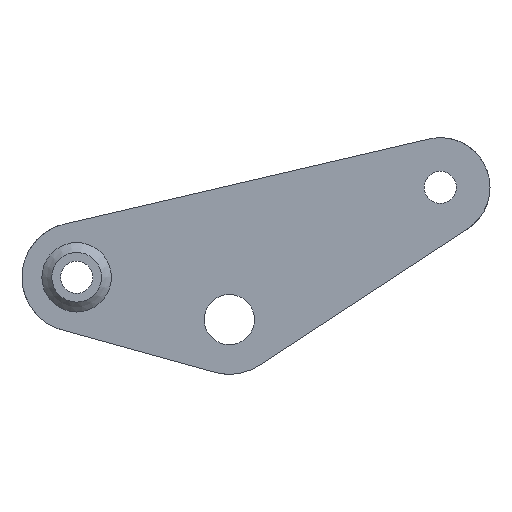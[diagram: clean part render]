
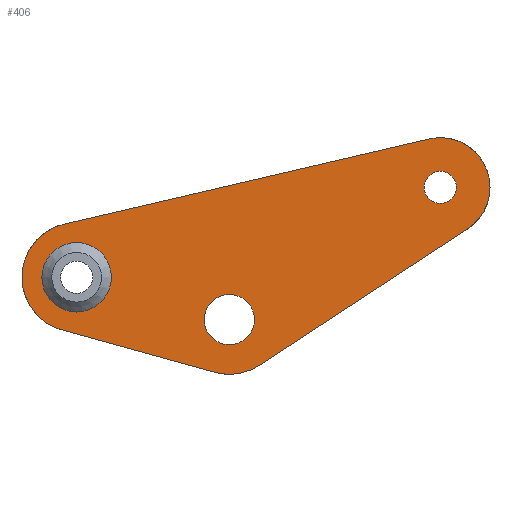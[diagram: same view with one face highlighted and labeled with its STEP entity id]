
A CAD part, left-side view. The second image highlights one B-rep face of the part: STEP entity #406.
In plain terms, the highlighted planar face has unit normal (-1, 0, 0).
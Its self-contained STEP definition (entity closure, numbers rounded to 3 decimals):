
#25=FACE_BOUND('',#97,.T.);
#26=FACE_BOUND('',#98,.T.);
#27=FACE_BOUND('',#99,.T.);
#39=PLANE('',#473);
#69=FACE_OUTER_BOUND('',#96,.T.);
#96=EDGE_LOOP('',(#370,#371,#372,#373,#374,#375,#376));
#97=EDGE_LOOP('',(#377));
#98=EDGE_LOOP('',(#378));
#99=EDGE_LOOP('',(#379));
#106=LINE('',#641,#132);
#114=LINE('',#670,#140);
#118=LINE('',#689,#144);
#132=VECTOR('',#510,10.);
#140=VECTOR('',#542,10.);
#144=VECTOR('',#562,10.);
#154=CIRCLE('',#425,1.75);
#157=CIRCLE('',#430,1.265);
#161=CIRCLE('',#442,2.75);
#168=CIRCLE('',#459,2.5);
#169=CIRCLE('',#460,2.5);
#173=CIRCLE('',#467,2.75);
#175=CIRCLE('',#471,0.812);
#178=VERTEX_POINT('',#616);
#181=VERTEX_POINT('',#625);
#186=VERTEX_POINT('',#638);
#187=VERTEX_POINT('',#640);
#193=VERTEX_POINT('',#657);
#196=VERTEX_POINT('',#668);
#202=VERTEX_POINT('',#686);
#203=VERTEX_POINT('',#688);
#206=VERTEX_POINT('',#698);
#211=VERTEX_POINT('',#718);
#216=EDGE_CURVE('',#178,#178,#154,.T.);
#220=EDGE_CURVE('',#181,#181,#157,.T.);
#226=EDGE_CURVE('',#187,#186,#106,.T.);
#235=EDGE_CURVE('',#193,#186,#161,.T.);
#241=EDGE_CURVE('',#193,#196,#114,.T.);
#250=EDGE_CURVE('',#203,#202,#118,.T.);
#256=EDGE_CURVE('',#206,#196,#168,.T.);
#257=EDGE_CURVE('',#203,#206,#169,.T.);
#263=EDGE_CURVE('',#187,#202,#173,.T.);
#266=EDGE_CURVE('',#211,#211,#175,.T.);
#370=ORIENTED_EDGE('',*,*,#257,.F.);
#371=ORIENTED_EDGE('',*,*,#250,.T.);
#372=ORIENTED_EDGE('',*,*,#263,.F.);
#373=ORIENTED_EDGE('',*,*,#226,.T.);
#374=ORIENTED_EDGE('',*,*,#235,.F.);
#375=ORIENTED_EDGE('',*,*,#241,.T.);
#376=ORIENTED_EDGE('',*,*,#256,.F.);
#377=ORIENTED_EDGE('',*,*,#220,.T.);
#378=ORIENTED_EDGE('',*,*,#266,.T.);
#379=ORIENTED_EDGE('',*,*,#216,.T.);
#406=ADVANCED_FACE('',(#69,#25,#26,#27),#39,.F.);
#425=AXIS2_PLACEMENT_3D('',#618,#486,#487);
#430=AXIS2_PLACEMENT_3D('',#627,#497,#498);
#442=AXIS2_PLACEMENT_3D('',#659,#529,#530);
#459=AXIS2_PLACEMENT_3D('',#700,#574,#575);
#460=AXIS2_PLACEMENT_3D('',#701,#576,#577);
#467=AXIS2_PLACEMENT_3D('',#713,#592,#593);
#471=AXIS2_PLACEMENT_3D('',#720,#601,#602);
#473=AXIS2_PLACEMENT_3D('',#723,#606,#607);
#486=DIRECTION('center_axis',(1.,0.,0.));
#487=DIRECTION('ref_axis',(0.,1.,0.));
#497=DIRECTION('center_axis',(1.,0.,0.));
#498=DIRECTION('ref_axis',(0.,1.,0.));
#510=DIRECTION('',(0.,-0.964,-0.267));
#529=DIRECTION('center_axis',(1.,0.,0.));
#530=DIRECTION('ref_axis',(0.,1.,0.));
#542=DIRECTION('',(0.,-0.837,0.548));
#562=DIRECTION('',(0.,0.974,-0.227));
#574=DIRECTION('center_axis',(1.,0.,0.));
#575=DIRECTION('ref_axis',(0.,1.,0.));
#576=DIRECTION('center_axis',(1.,0.,0.));
#577=DIRECTION('ref_axis',(0.,1.,0.));
#592=DIRECTION('center_axis',(1.,0.,0.));
#593=DIRECTION('ref_axis',(0.,1.,0.));
#601=DIRECTION('center_axis',(1.,0.,0.));
#602=DIRECTION('ref_axis',(0.,1.,0.));
#606=DIRECTION('center_axis',(1.,0.,0.));
#607=DIRECTION('ref_axis',(0.,1.,0.));
#616=CARTESIAN_POINT('',(0.,-58.46,25.362));
#618=CARTESIAN_POINT('Origin',(0.,-56.71,25.362));
#625=CARTESIAN_POINT('',(0.,-65.66,23.231));
#627=CARTESIAN_POINT('Origin',(0.,-64.395,23.231));
#638=CARTESIAN_POINT('',(0.,-63.66,20.581));
#640=CARTESIAN_POINT('',(0.,-56.042,22.694));
#641=CARTESIAN_POINT('',(0.,-55.908,22.731));
#657=CARTESIAN_POINT('',(0.,-65.901,20.93));
#659=CARTESIAN_POINT('Origin',(0.,-64.395,23.231));
#668=CARTESIAN_POINT('',(0.,-76.388,27.795));
#670=CARTESIAN_POINT('',(0.,-65.901,20.93));
#686=CARTESIAN_POINT('',(0.,-56.086,28.04));
#688=CARTESIAN_POINT('',(0.,-74.395,32.308));
#689=CARTESIAN_POINT('',(0.,-74.395,32.308));
#698=CARTESIAN_POINT('',(0.,-77.519,29.887));
#700=CARTESIAN_POINT('Origin',(0.,-75.019,29.887));
#701=CARTESIAN_POINT('Origin',(0.,-75.019,29.887));
#713=CARTESIAN_POINT('Origin',(0.,-56.71,25.362));
#718=CARTESIAN_POINT('',(0.,-75.831,29.887));
#720=CARTESIAN_POINT('Origin',(0.,-75.019,29.887));
#723=CARTESIAN_POINT('Origin',(0.,-75.019,29.887));
